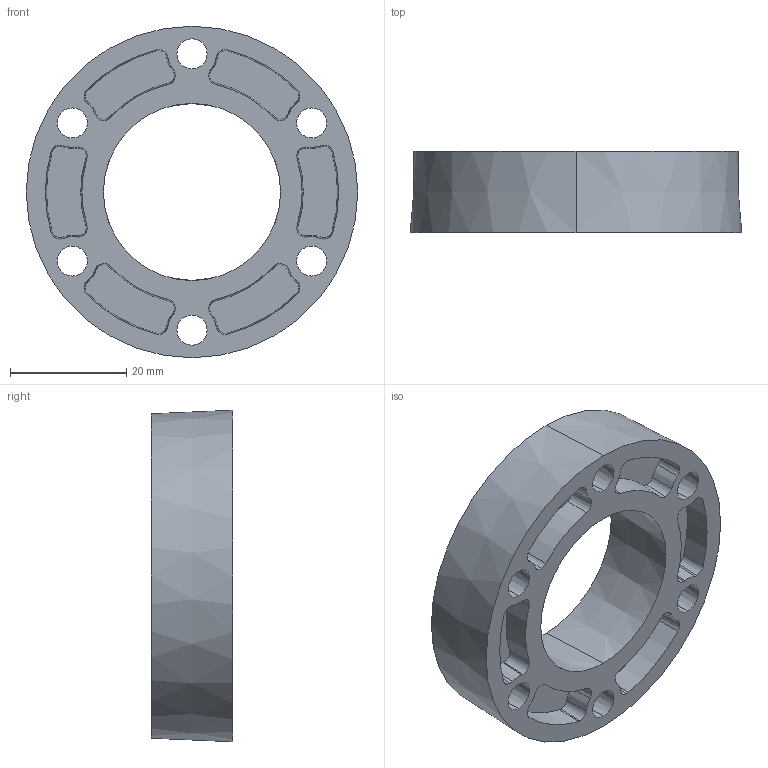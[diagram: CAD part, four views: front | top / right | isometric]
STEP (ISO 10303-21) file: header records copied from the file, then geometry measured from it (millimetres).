
FILE_DESCRIPTION (( 'STEP AP214' ), '1' );
FILE_NAME ('am-0651 550 Sprocket Spacer.STEP', '2018-07-02T13:27:18', ( '' ), ( '' ), 'SwSTEP 2.0', 'SolidWorks 2017', '' );
FILE_SCHEMA (( 'AUTOMOTIVE_DESIGN' ));
Length unit declared in the file: inch
Products named in the file (1): am-0651 550 Sprocket Spacer
Bounding box: 57.15 x 13.97 x 57.15 mm (x, y, z)
Volume: 16053.3 mm3; surface area: 11183.3 mm2
Topology: 1 solids, 1 shells, 146 faces, 396 edges, 264 vertices
Faces by surface type: cone 132, plane 14
Entity records: 4832 total; most frequent: DIRECTION 954, CARTESIAN_POINT 807, ORIENTED_EDGE 792, AXIS2_PLACEMENT_3D 411, EDGE_CURVE 396, VERTEX_POINT 264, CIRCLE 264, EDGE_LOOP 172
